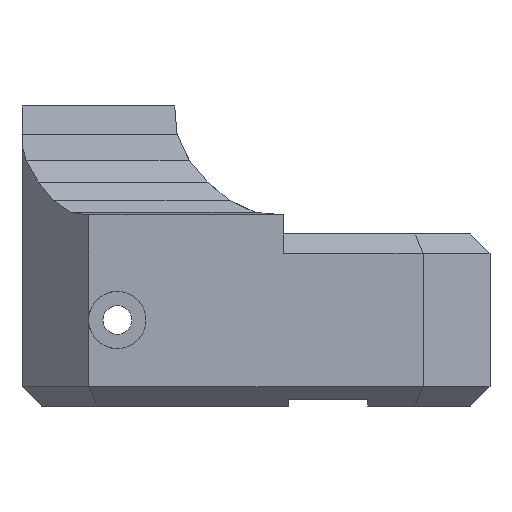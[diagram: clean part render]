
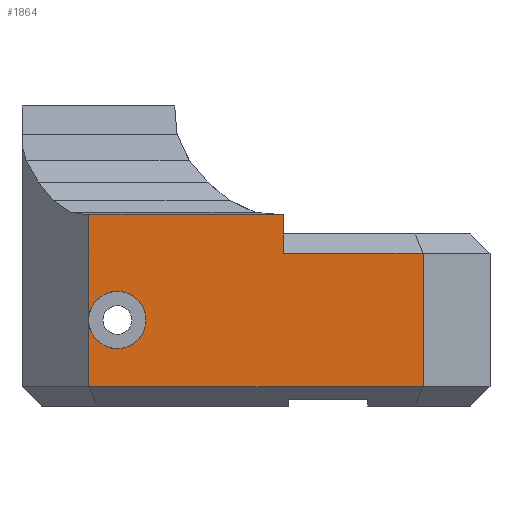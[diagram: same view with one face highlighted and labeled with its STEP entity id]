
A CAD part, left-side view. The second image highlights one B-rep face of the part: STEP entity #1864.
In plain terms, the highlighted planar face has unit normal (-1, 0, 0).
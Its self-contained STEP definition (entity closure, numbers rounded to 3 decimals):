
#36 = CARTESIAN_POINT ( 'NONE',  ( -22.5, 39., 9. ) ) ;
#64 = LINE ( 'NONE', #1260, #3793 ) ;
#83 = EDGE_CURVE ( 'NONE', #3845, #3500, #1259, .T. ) ;
#89 = ORIENTED_EDGE ( 'NONE', *, *, #1903, .F. ) ;
#135 = CARTESIAN_POINT ( 'NONE',  ( -22.5, 0., 16. ) ) ;
#209 = VECTOR ( 'NONE', #2177, 1000. ) ;
#219 = ORIENTED_EDGE ( 'NONE', *, *, #3706, .T. ) ;
#245 = VERTEX_POINT ( 'NONE', #1023 ) ;
#296 = CARTESIAN_POINT ( 'NONE',  ( -22.5, 41.974, 18. ) ) ;
#348 = LINE ( 'NONE', #382, #209 ) ;
#382 = CARTESIAN_POINT ( 'NONE',  ( -22.5, 7., 2. ) ) ;
#414 = ORIENTED_EDGE ( 'NONE', *, *, #83, .F. ) ;
#429 = DIRECTION ( 'NONE',  ( 0., 0., 1. ) ) ;
#476 = VERTEX_POINT ( 'NONE', #2437 ) ;
#479 = DIRECTION ( 'NONE',  ( 0., 1., 0. ) ) ;
#566 = CARTESIAN_POINT ( 'NONE',  ( -22.5, 21.606, 20. ) ) ;
#570 = AXIS2_PLACEMENT_3D ( 'NONE', #2017, #2357, #3221 ) ;
#610 = CARTESIAN_POINT ( 'NONE',  ( -22.5, 41.974, 20. ) ) ;
#658 = DIRECTION ( 'NONE',  ( 0., 0., -1. ) ) ;
#692 = CARTESIAN_POINT ( 'NONE',  ( -22.5, 7., 16. ) ) ;
#699 = DIRECTION ( 'NONE',  ( -1., 0., 0. ) ) ;
#708 = VECTOR ( 'NONE', #429, 1000. ) ;
#735 = DIRECTION ( 'NONE',  ( -1., 0., 0. ) ) ;
#755 = VECTOR ( 'NONE', #872, 1000. ) ;
#801 = ORIENTED_EDGE ( 'NONE', *, *, #3527, .T. ) ;
#872 = DIRECTION ( 'NONE',  ( 0., 0., -1. ) ) ;
#943 = VERTEX_POINT ( 'NONE', #3677 ) ;
#1023 = CARTESIAN_POINT ( 'NONE',  ( -22.5, 41.974, 8.605 ) ) ;
#1234 = DIRECTION ( 'NONE',  ( -1., 0., 0. ) ) ;
#1259 = LINE ( 'NONE', #2459, #755 ) ;
#1260 = CARTESIAN_POINT ( 'NONE',  ( -22.5, 41.974, 18. ) ) ;
#1361 = VERTEX_POINT ( 'NONE', #692 ) ;
#1382 = DIRECTION ( 'NONE',  ( 0., 0., 1. ) ) ;
#1470 = CARTESIAN_POINT ( 'NONE',  ( -22.5, 39., 6. ) ) ;
#1526 = VECTOR ( 'NONE', #3224, 1000. ) ;
#1602 = AXIS2_PLACEMENT_3D ( 'NONE', #1628, #735, #2193 ) ;
#1628 = CARTESIAN_POINT ( 'NONE',  ( -22.5, 0., 18. ) ) ;
#1742 = EDGE_CURVE ( 'NONE', #476, #3444, #348, .T. ) ;
#1744 = ORIENTED_EDGE ( 'NONE', *, *, #3777, .F. ) ;
#1793 = AXIS2_PLACEMENT_3D ( 'NONE', #2528, #699, #1382 ) ;
#1809 = DIRECTION ( 'NONE',  ( 0., 0., 1. ) ) ;
#1829 = VERTEX_POINT ( 'NONE', #610 ) ;
#1853 = ORIENTED_EDGE ( 'NONE', *, *, #2907, .T. ) ;
#1864 = ADVANCED_FACE ( 'NONE', ( #3363 ), #3474, .T. ) ;
#1879 = EDGE_CURVE ( 'NONE', #1361, #3500, #2864, .T. ) ;
#1903 = EDGE_CURVE ( 'NONE', #2086, #3548, #2224, .T. ) ;
#2017 = CARTESIAN_POINT ( 'NONE',  ( -22.5, 39., 9. ) ) ;
#2018 = CARTESIAN_POINT ( 'NONE',  ( -22.5, 39., 12. ) ) ;
#2086 = VERTEX_POINT ( 'NONE', #1470 ) ;
#2155 = VECTOR ( 'NONE', #3560, 1000. ) ;
#2177 = DIRECTION ( 'NONE',  ( 0., -1., 0. ) ) ;
#2193 = DIRECTION ( 'NONE',  ( 0., 0., 1. ) ) ;
#2224 = CIRCLE ( 'NONE', #1793, 3. ) ;
#2279 = CIRCLE ( 'NONE', #3291, 3. ) ;
#2347 = ORIENTED_EDGE ( 'NONE', *, *, #1742, .T. ) ;
#2350 = EDGE_LOOP ( 'NONE', ( #1744, #219, #2347, #2678, #3234, #414, #801, #1853, #3359, #89 ) ) ;
#2357 = DIRECTION ( 'NONE',  ( -1., 0., 0. ) ) ;
#2437 = CARTESIAN_POINT ( 'NONE',  ( -22.5, 41.974, 2. ) ) ;
#2459 = CARTESIAN_POINT ( 'NONE',  ( -22.5, 21.606, 18. ) ) ;
#2528 = CARTESIAN_POINT ( 'NONE',  ( -22.5, 39., 9. ) ) ;
#2566 = CIRCLE ( 'NONE', #570, 3. ) ;
#2678 = ORIENTED_EDGE ( 'NONE', *, *, #2745, .T. ) ;
#2745 = EDGE_CURVE ( 'NONE', #3444, #1361, #3798, .T. ) ;
#2864 = LINE ( 'NONE', #135, #3424 ) ;
#2907 = EDGE_CURVE ( 'NONE', #1829, #943, #2991, .T. ) ;
#2991 = LINE ( 'NONE', #296, #1526 ) ;
#3221 = DIRECTION ( 'NONE',  ( 0., 0., 1. ) ) ;
#3224 = DIRECTION ( 'NONE',  ( 0., 0., -1. ) ) ;
#3234 = ORIENTED_EDGE ( 'NONE', *, *, #1879, .T. ) ;
#3245 = CARTESIAN_POINT ( 'NONE',  ( -22.5, 21.606, 16. ) ) ;
#3291 = AXIS2_PLACEMENT_3D ( 'NONE', #36, #1234, #1809 ) ;
#3319 = EDGE_CURVE ( 'NONE', #3548, #943, #2279, .T. ) ;
#3359 = ORIENTED_EDGE ( 'NONE', *, *, #3319, .F. ) ;
#3363 = FACE_OUTER_BOUND ( 'NONE', #2350, .T. ) ;
#3378 = CARTESIAN_POINT ( 'NONE',  ( -22.5, 7., 2. ) ) ;
#3424 = VECTOR ( 'NONE', #479, 1000. ) ;
#3444 = VERTEX_POINT ( 'NONE', #3378 ) ;
#3474 = PLANE ( 'NONE',  #1602 ) ;
#3500 = VERTEX_POINT ( 'NONE', #3245 ) ;
#3527 = EDGE_CURVE ( 'NONE', #3845, #1829, #3833, .T. ) ;
#3548 = VERTEX_POINT ( 'NONE', #2018 ) ;
#3560 = DIRECTION ( 'NONE',  ( 0., 1., 0. ) ) ;
#3677 = CARTESIAN_POINT ( 'NONE',  ( -22.5, 41.974, 9.395 ) ) ;
#3706 = EDGE_CURVE ( 'NONE', #245, #476, #64, .T. ) ;
#3777 = EDGE_CURVE ( 'NONE', #245, #2086, #2566, .T. ) ;
#3793 = VECTOR ( 'NONE', #658, 1000. ) ;
#3798 = LINE ( 'NONE', #3816, #708 ) ;
#3816 = CARTESIAN_POINT ( 'NONE',  ( -22.5, 7., 18. ) ) ;
#3833 = LINE ( 'NONE', #3879, #2155 ) ;
#3845 = VERTEX_POINT ( 'NONE', #566 ) ;
#3879 = CARTESIAN_POINT ( 'NONE',  ( -22.5, 18.284, 20. ) ) ;
